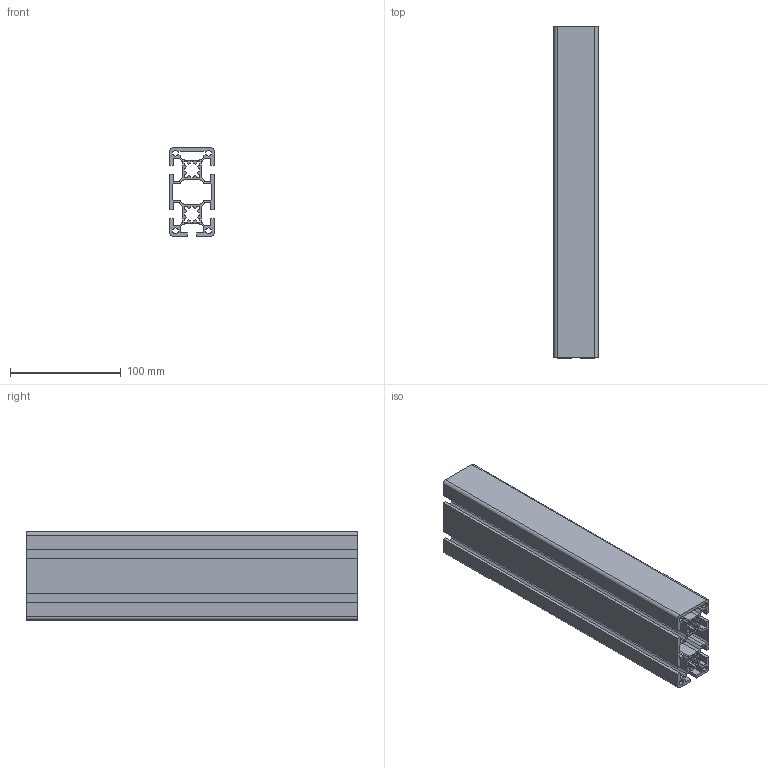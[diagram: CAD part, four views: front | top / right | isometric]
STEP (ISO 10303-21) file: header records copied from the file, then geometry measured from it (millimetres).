
FILE_DESCRIPTION (( 'STEP AP214' ), '1' );
FILE_NAME ('1727974727642.step', '2024-10-03T16:58:50', ( 'Windows User' ), ( '' ), 'SwSTEP 2.0', 'SolidWorks 2011', '' );
FILE_SCHEMA (( 'AUTOMOTIVE_DESIGN' ));
Length unit declared in the file: millimetre
Products named in the file (2): 1.11.040080.54LPx300.00(1); 1727974727642
Assembly tree (1 placements, depth 2):
  1727974727642
    1.11.040080.54LPx300.00(1)
Bounding box: 40 x 300 x 80 mm (x, y, z)
Volume: 290347.7 mm3; surface area: 254877.1 mm2
Topology: 1 solids, 1 shells, 260 faces, 774 edges, 516 vertices
Faces by surface type: plane 168, cylinder 92
Entity records: 8812 total; most frequent: CARTESIAN_POINT 1554, ORIENTED_EDGE 1548, DIRECTION 1486, EDGE_CURVE 774, LINE 590, VECTOR 590, VERTEX_POINT 516, AXIS2_PLACEMENT_3D 448
